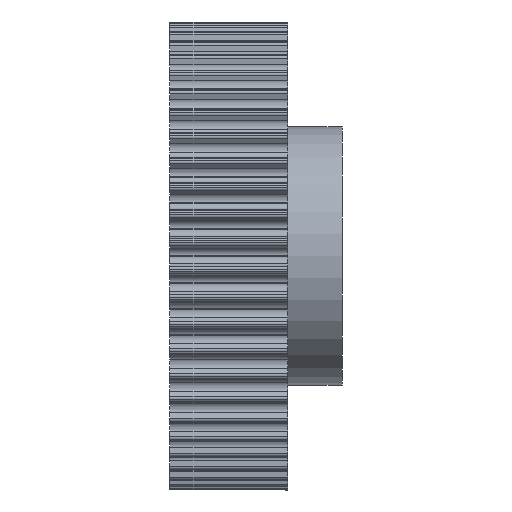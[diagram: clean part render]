
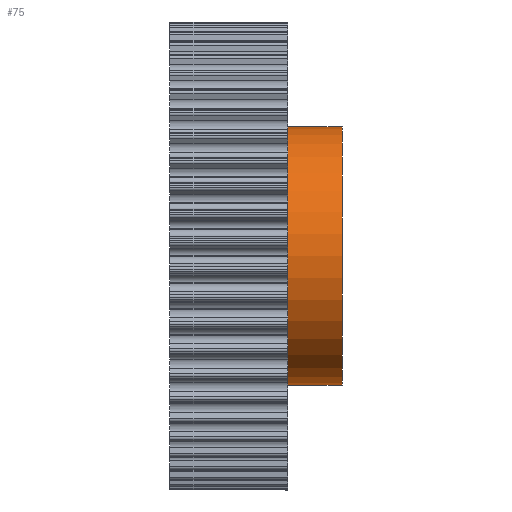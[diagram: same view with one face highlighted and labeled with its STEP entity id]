
A CAD part, front view. The second image highlights one B-rep face of the part: STEP entity #75.
In plain terms, the highlighted cylindrical face has radius 22.5 mm (diameter 45 mm), a full revolution.
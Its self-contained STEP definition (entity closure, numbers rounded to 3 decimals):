
#75 = ADVANCED_FACE( '', ( #497, #498 ), #499, .T. );
#497 = FACE_OUTER_BOUND( '', #1344, .T. );
#498 = FACE_OUTER_BOUND( '', #1345, .T. );
#499 = CYLINDRICAL_SURFACE( '', #1346, 22.5 );
#1344 = EDGE_LOOP( '', ( #2191 ) );
#1345 = EDGE_LOOP( '', ( #2192 ) );
#1346 = AXIS2_PLACEMENT_3D( '', #2193, #2194, #2195 );
#2191 = ORIENTED_EDGE( '', *, *, #5958, .T. );
#2192 = ORIENTED_EDGE( '', *, *, #5959, .F. );
#2193 = CARTESIAN_POINT( '', ( 30., 0., 0. ) );
#2194 = DIRECTION( '', ( -1., 0., 0. ) );
#2195 = DIRECTION( '', ( 0., 0., -1. ) );
#5958 = EDGE_CURVE( '', #7210, #7210, #7211, .T. );
#5959 = EDGE_CURVE( '', #7212, #7212, #7213, .T. );
#7210 = VERTEX_POINT( '', #9298 );
#7211 = CIRCLE( '', #9299, 22.5 );
#7212 = VERTEX_POINT( '', #9300 );
#7213 = CIRCLE( '', #9301, 22.5 );
#9298 = CARTESIAN_POINT( '', ( 20.5, 0., -22.5 ) );
#9299 = AXIS2_PLACEMENT_3D( '', #12114, #12115, #12116 );
#9300 = CARTESIAN_POINT( '', ( 30., 0., -22.5 ) );
#9301 = AXIS2_PLACEMENT_3D( '', #12117, #12118, #12119 );
#12114 = CARTESIAN_POINT( '', ( 20.5, 0., 0. ) );
#12115 = DIRECTION( '', ( 1., 0., 0. ) );
#12116 = DIRECTION( '', ( 0., 0., -1. ) );
#12117 = CARTESIAN_POINT( '', ( 30., 0., 0. ) );
#12118 = DIRECTION( '', ( 1., 0., 0. ) );
#12119 = DIRECTION( '', ( 0., 0., -1. ) );
